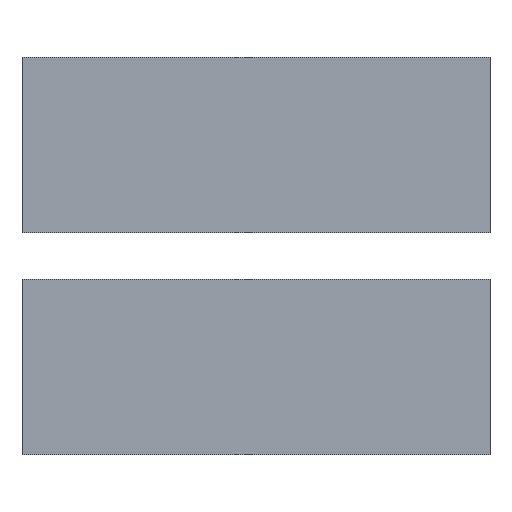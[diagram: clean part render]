
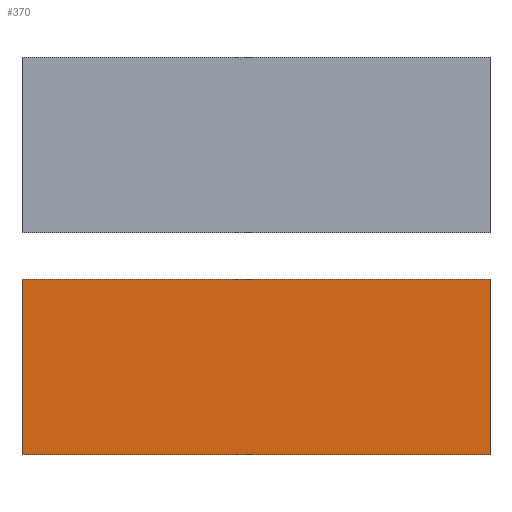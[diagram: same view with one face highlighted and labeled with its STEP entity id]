
A CAD part, top view. The second image highlights one B-rep face of the part: STEP entity #370.
In plain terms, the highlighted planar face has unit normal (0, 0, 1).
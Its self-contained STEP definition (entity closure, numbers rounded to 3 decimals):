
#19 = PLANE ( 'NONE',  #69 ) ;
#23 = VECTOR ( 'NONE', #97, 1000. ) ;
#46 = DIRECTION ( 'NONE',  ( 0., 1., 0. ) ) ;
#69 = AXIS2_PLACEMENT_3D ( 'NONE', #120, #85, #148 ) ;
#70 = DIRECTION ( 'NONE',  ( 1., 0., 0. ) ) ;
#85 = DIRECTION ( 'NONE',  ( 0., 0., -1. ) ) ;
#88 = ORIENTED_EDGE ( 'NONE', *, *, #365, .T. ) ;
#97 = DIRECTION ( 'NONE',  ( 1., 0., 0. ) ) ;
#99 = CARTESIAN_POINT ( 'NONE',  ( 89.4, -3.957, 0.003 ) ) ;
#115 = DIRECTION ( 'NONE',  ( 0., 1., 0. ) ) ;
#120 = CARTESIAN_POINT ( 'NONE',  ( 7.9, -33.957, 0.003 ) ) ;
#139 = VERTEX_POINT ( 'NONE', #99 ) ;
#141 = ORIENTED_EDGE ( 'NONE', *, *, #242, .T. ) ;
#147 = ORIENTED_EDGE ( 'NONE', *, *, #308, .F. ) ;
#148 = DIRECTION ( 'NONE',  ( 0., 1., 0. ) ) ;
#170 = CARTESIAN_POINT ( 'NONE',  ( 7.9, -3.957, 0.003 ) ) ;
#172 = CARTESIAN_POINT ( 'NONE',  ( 89.4, -33.957, 0.003 ) ) ;
#175 = LINE ( 'NONE', #348, #197 ) ;
#188 = CARTESIAN_POINT ( 'NONE',  ( 7.9, -33.957, 0.003 ) ) ;
#194 = VERTEX_POINT ( 'NONE', #340 ) ;
#197 = VECTOR ( 'NONE', #115, 1000. ) ;
#219 = CARTESIAN_POINT ( 'NONE',  ( 9.4, -3.957, 0.003 ) ) ;
#235 = VERTEX_POINT ( 'NONE', #219 ) ;
#237 = EDGE_CURVE ( 'NONE', #235, #139, #342, .T. ) ;
#242 = EDGE_CURVE ( 'NONE', #194, #382, #375, .T. ) ;
#248 = LINE ( 'NONE', #317, #268 ) ;
#257 = FACE_OUTER_BOUND ( 'NONE', #347, .T. ) ;
#268 = VECTOR ( 'NONE', #46, 1000. ) ;
#308 = EDGE_CURVE ( 'NONE', #194, #235, #248, .T. ) ;
#317 = CARTESIAN_POINT ( 'NONE',  ( 9.4, -33.957, 0.003 ) ) ;
#325 = ORIENTED_EDGE ( 'NONE', *, *, #237, .F. ) ;
#340 = CARTESIAN_POINT ( 'NONE',  ( 9.4, -33.957, 0.003 ) ) ;
#341 = VECTOR ( 'NONE', #70, 1000. ) ;
#342 = LINE ( 'NONE', #170, #23 ) ;
#347 = EDGE_LOOP ( 'NONE', ( #325, #147, #141, #88 ) ) ;
#348 = CARTESIAN_POINT ( 'NONE',  ( 89.4, -18.091, 0.003 ) ) ;
#365 = EDGE_CURVE ( 'NONE', #382, #139, #175, .T. ) ;
#370 = ADVANCED_FACE ( 'NONE', ( #257 ), #19, .F. ) ;
#375 = LINE ( 'NONE', #188, #341 ) ;
#382 = VERTEX_POINT ( 'NONE', #172 ) ;
